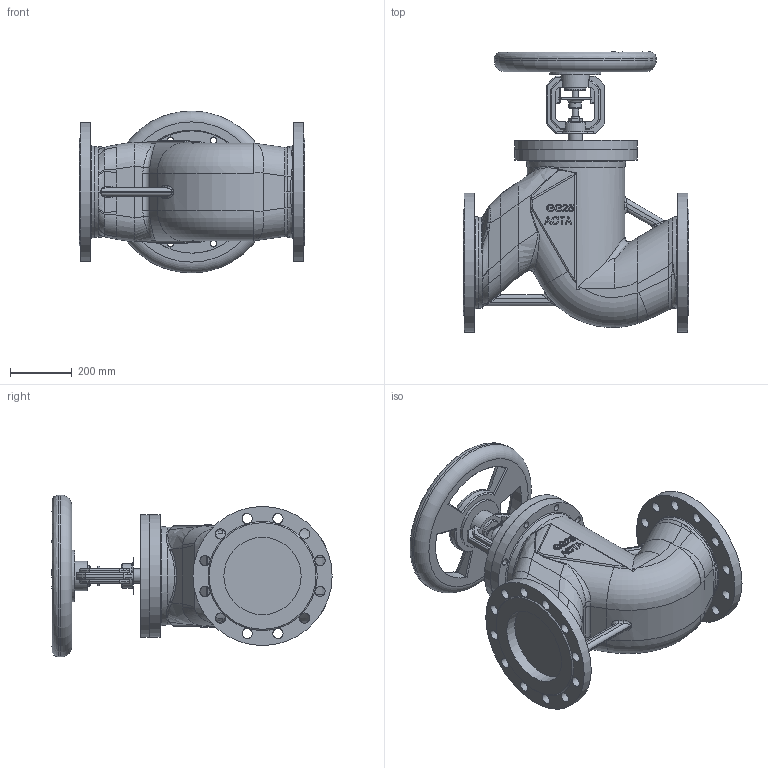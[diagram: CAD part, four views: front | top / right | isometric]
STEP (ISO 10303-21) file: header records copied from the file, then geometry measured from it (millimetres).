
FILE_DESCRIPTION(/* description */ (''),/* implementation_level */ '2;1');
FILE_NAME(/* name */ 'Р25 DN250.stp',/* time_stamp */ '2023-08-07T14:43:35+03:00',/* author */ ('kostr'),/* organization */ (''),/* preprocessor_version */ 'ST-DEVELOPER v18.1',/* originating_system */ 'AutoCAD Mechanical',/* authorisation */ '');
FILE_SCHEMA (('AUTOMOTIVE_DESIGN { 1 0 10303 214 3 1 1 }'));
Products named in the file (1): Product
Bounding box: 730 x 906.28 x 523.81 mm (x, y, z)
Volume: 94818145.1 mm3; surface area: 2781293.3 mm2
Topology: 21 solids, 21 shells, 1119 faces, 3180 edges, 2077 vertices
Faces by surface type: plane 767, cylinder 158, bspline 129, torus 49, cone 15, sphere 1
Full cylindrical faces by diameter (mm): 4.225 x3, 20 x8, 21.123 x2, 21.906 x8, 25.348 x4, 33 x24, 40.134 x1, 43.651 x1, 46.471 x1, 68.313 x1, 95.054 x1, 165.875 x1, 250 x2, 294.165 x1, 395.487 x1, 395.523 x1, 450 x2, 523.814 x1
Entity records: 56046 total; most frequent: CARTESIAN_POINT 27219, ORIENTED_EDGE 6340, DIRECTION 5438, EDGE_CURVE 3170, LINE 2290, VECTOR 2290, VERTEX_POINT 2073, AXIS2_PLACEMENT_3D 1574
